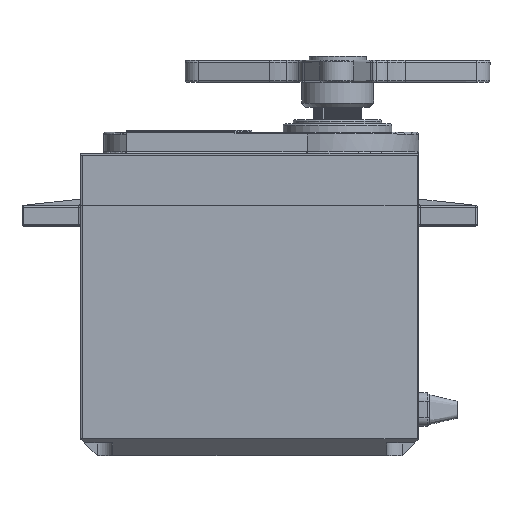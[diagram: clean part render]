
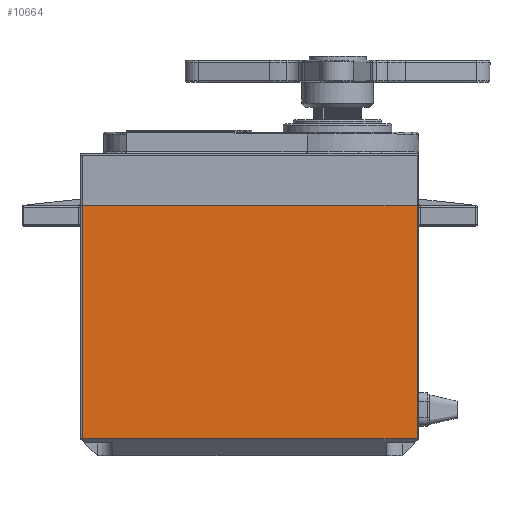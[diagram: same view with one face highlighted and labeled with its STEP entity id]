
A CAD part, top view. The second image highlights one B-rep face of the part: STEP entity #10664.
In plain terms, the highlighted planar face has unit normal (0, 0, 1).
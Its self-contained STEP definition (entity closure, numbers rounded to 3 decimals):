
#147=PLANE('',#11725);
#775=FACE_OUTER_BOUND('',#1482,.T.);
#1482=EDGE_LOOP('',(#8122,#8123,#8124,#8125));
#2847=LINE('',#17437,#3740);
#2848=LINE('',#17443,#3741);
#2849=LINE('',#17445,#3742);
#2850=LINE('',#17446,#3743);
#3740=VECTOR('',#13922,10.);
#3741=VECTOR('',#13929,10.);
#3742=VECTOR('',#13930,10.);
#3743=VECTOR('',#13931,10.);
#4781=VERTEX_POINT('',#17434);
#4782=VERTEX_POINT('',#17436);
#4784=VERTEX_POINT('',#17442);
#4785=VERTEX_POINT('',#17444);
#5991=EDGE_CURVE('',#4781,#4782,#2847,.T.);
#5994=EDGE_CURVE('',#4784,#4781,#2848,.T.);
#5995=EDGE_CURVE('',#4785,#4784,#2849,.T.);
#5996=EDGE_CURVE('',#4785,#4782,#2850,.T.);
#8122=ORIENTED_EDGE('',*,*,#5991,.F.);
#8123=ORIENTED_EDGE('',*,*,#5994,.F.);
#8124=ORIENTED_EDGE('',*,*,#5995,.F.);
#8125=ORIENTED_EDGE('',*,*,#5996,.T.);
#10664=ADVANCED_FACE('',(#775),#147,.T.);
#11725=AXIS2_PLACEMENT_3D('',#17441,#13927,#13928);
#13922=DIRECTION('',(0.,-1.,0.));
#13927=DIRECTION('center_axis',(0.,0.,1.));
#13928=DIRECTION('ref_axis',(1.,0.,0.));
#13929=DIRECTION('',(1.,0.,0.));
#13930=DIRECTION('',(0.,1.,0.));
#13931=DIRECTION('',(1.,0.,0.));
#17434=CARTESIAN_POINT('',(20.05,29.94,10.));
#17436=CARTESIAN_POINT('',(20.05,2.,10.));
#17437=CARTESIAN_POINT('',(20.05,2.,10.));
#17441=CARTESIAN_POINT('Origin',(-20.25,2.,10.));
#17442=CARTESIAN_POINT('',(-20.05,29.94,10.));
#17443=CARTESIAN_POINT('',(20.25,29.94,10.));
#17444=CARTESIAN_POINT('',(-20.05,2.,10.));
#17445=CARTESIAN_POINT('',(-20.05,2.,10.));
#17446=CARTESIAN_POINT('',(20.25,2.,10.));
